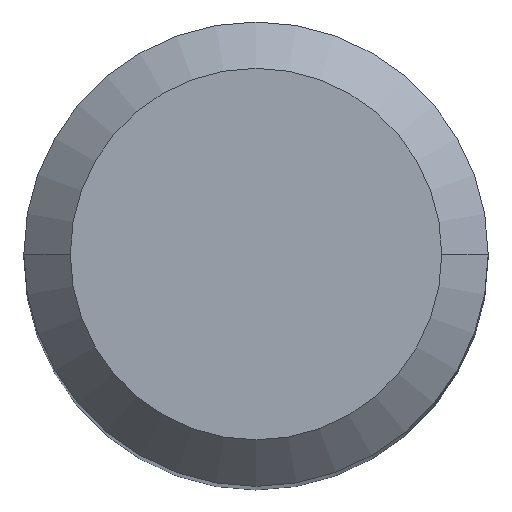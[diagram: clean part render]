
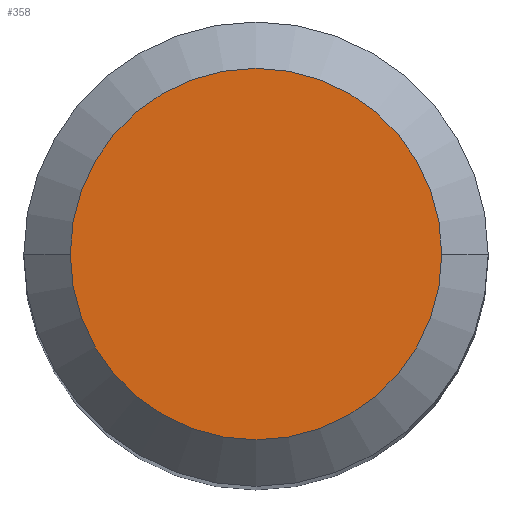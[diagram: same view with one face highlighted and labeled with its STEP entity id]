
A CAD part, top view. The second image highlights one B-rep face of the part: STEP entity #358.
In plain terms, the highlighted planar face has unit normal (0, 0, 1).
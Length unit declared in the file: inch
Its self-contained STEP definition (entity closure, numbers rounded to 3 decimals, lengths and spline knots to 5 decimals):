
#3 = VERTEX_POINT ( 'NONE', #342 ) ;
#66 = DIRECTION ( 'NONE',  ( 0., 0., 1. ) ) ;
#105 = CARTESIAN_POINT ( 'NONE',  ( 0., 0., 0. ) ) ;
#119 = AXIS2_PLACEMENT_3D ( 'NONE', #105, #247, #301 ) ;
#154 = CARTESIAN_POINT ( 'NONE',  ( 0., 0., 0. ) ) ;
#184 = CIRCLE ( 'NONE', #390, 0.126 ) ;
#186 = DIRECTION ( 'NONE',  ( 1., 0., 0. ) ) ;
#190 = ORIENTED_EDGE ( 'NONE', *, *, #295, .T. ) ;
#217 = CIRCLE ( 'NONE', #299, 0.126 ) ;
#247 = DIRECTION ( 'NONE',  ( 0., 0., -1. ) ) ;
#291 = CARTESIAN_POINT ( 'NONE',  ( 0., 0., 0. ) ) ;
#295 = EDGE_CURVE ( 'NONE', #352, #3, #217, .T. ) ;
#299 = AXIS2_PLACEMENT_3D ( 'NONE', #154, #377, #490 ) ;
#301 = DIRECTION ( 'NONE',  ( -1., 0., 0. ) ) ;
#323 = EDGE_CURVE ( 'NONE', #3, #352, #184, .T. ) ;
#331 = ORIENTED_EDGE ( 'NONE', *, *, #323, .T. ) ;
#332 = PLANE ( 'NONE',  #119 ) ;
#336 = FACE_OUTER_BOUND ( 'NONE', #412, .T. ) ;
#342 = CARTESIAN_POINT ( 'NONE',  ( -0.126, 0., 0. ) ) ;
#352 = VERTEX_POINT ( 'NONE', #415 ) ;
#358 = ADVANCED_FACE ( 'NONE', ( #336 ), #332, .F. ) ;
#377 = DIRECTION ( 'NONE',  ( 0., 0., 1. ) ) ;
#390 = AXIS2_PLACEMENT_3D ( 'NONE', #291, #66, #186 ) ;
#412 = EDGE_LOOP ( 'NONE', ( #331, #190 ) ) ;
#415 = CARTESIAN_POINT ( 'NONE',  ( 0.126, 0., 0. ) ) ;
#490 = DIRECTION ( 'NONE',  ( 1., 0., 0. ) ) ;
